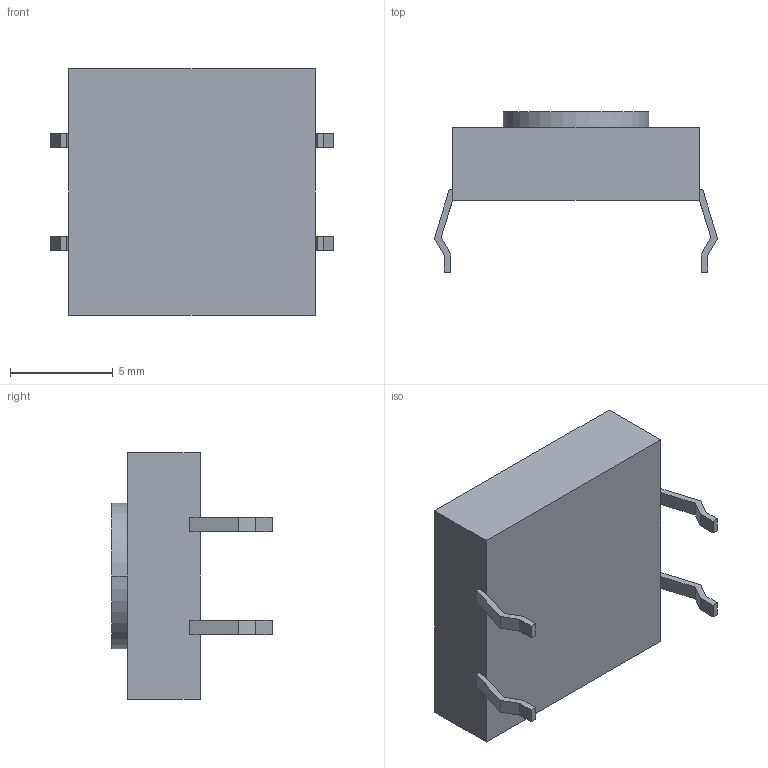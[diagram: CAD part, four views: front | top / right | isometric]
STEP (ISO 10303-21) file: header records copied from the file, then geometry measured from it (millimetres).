
FILE_DESCRIPTION(('STEP AP242'),'1');
FILE_NAME('70355034.stp','2021-02-05T09:21:42',('TraceParts'),('TraceParts S.A.'),'Spatial InterOp 3D',' ',' ');
FILE_SCHEMA(('AP242_MANAGED_MODEL_BASED_3D_ENGINEERING_MIM_LF {1 0 10303 442 1 1 4}'));
Length unit declared in the file: millimetre
Products named in the file (1): 70355034
Bounding box: 13.77 x 7.8 x 12 mm (x, y, z)
Volume: 544.4 mm3; surface area: 507.3 mm2
Topology: 1 solids, 1 shells, 49 faces, 126 edges, 84 vertices
Faces by surface type: plane 47, cylinder 2
Entity records: 2492 total; most frequent: CARTESIAN_POINT 260, ORIENTED_EDGE 252, DIRECTION 230, STYLED_ITEM 173, PRESENTATION_STYLE_ASSIGNMENT 173, COLOUR_RGB 173, EDGE_CURVE 126, CURVE_STYLE 124
